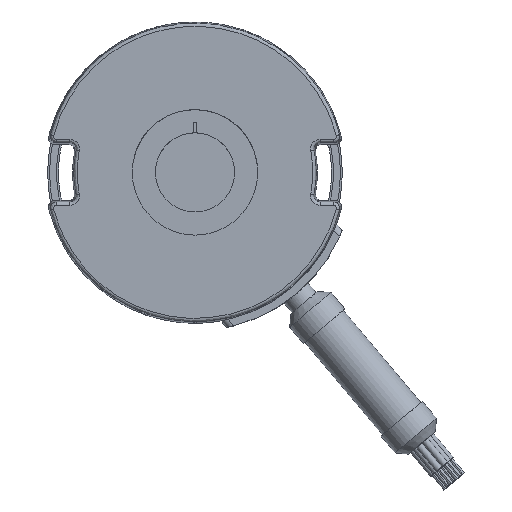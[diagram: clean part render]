
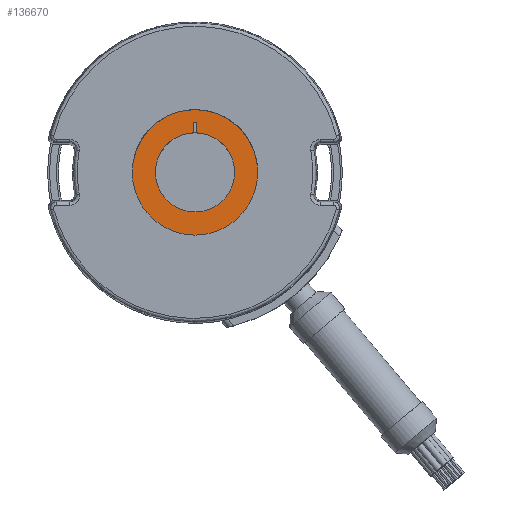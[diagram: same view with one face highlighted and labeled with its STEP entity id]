
A CAD part, top view. The second image highlights one B-rep face of the part: STEP entity #136670.
In plain terms, the highlighted face is planar.
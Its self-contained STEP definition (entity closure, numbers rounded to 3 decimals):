
#37880=CARTESIAN_POINT('',(599.136,95.595,-8.07));
#37890=VERTEX_POINT('',#37880);
#38070=CARTESIAN_POINT('',(619.136,95.595,-8.07));
#38080=VERTEX_POINT('',#38070);
#38110=CARTESIAN_POINT('',(609.136,95.595,-8.07));
#38120=DIRECTION('',(0.,0.,-1.));
#38130=DIRECTION('',(-1.,0.,0.));
#38140=AXIS2_PLACEMENT_3D('',#38110,#38120,#38130);
#38150=CIRCLE('',#38140,10.);
#38160=EDGE_CURVE('',#38080,#37890,#38150,.T.);
#123530=EDGE_CURVE('',#37890,#38080,#38150,.T.);
#135850=CARTESIAN_POINT('',(609.386,101.89,-8.07));
#135860=VERTEX_POINT('',#135850);
#135910=CARTESIAN_POINT('',(609.386,95.451,-8.07));
#135920=DIRECTION('',(0.,1.,0.));
#135930=VECTOR('',#135920,1.);
#135940=LINE('',#135910,#135930);
#135950=CARTESIAN_POINT('',(609.386,103.595,-8.07));
#135960=VERTEX_POINT('',#135950);
#135970=EDGE_CURVE('',#135860,#135960,#135940,.T.);
#136240=CARTESIAN_POINT('',(593.405,106.095,-8.07));
#136250=DIRECTION('',(0.,0.,-1.));
#136260=DIRECTION('',(-1.,0.,0.));
#136270=AXIS2_PLACEMENT_3D('',#136240,#136250,#136260);
#136280=PLANE('',#136270);
#136290=CARTESIAN_POINT('',(608.886,95.74,-8.07));
#136300=DIRECTION('',(0.,-1.,0.));
#136310=VECTOR('',#136300,1.);
#136320=LINE('',#136290,#136310);
#136330=CARTESIAN_POINT('',(608.886,103.595,-8.07));
#136340=VERTEX_POINT('',#136330);
#136350=CARTESIAN_POINT('',(608.886,101.89,-8.07));
#136360=VERTEX_POINT('',#136350);
#136370=EDGE_CURVE('',#136340,#136360,#136320,.T.);
#136380=ORIENTED_EDGE('',*,*,#136370,.T.);
#136390=CARTESIAN_POINT('',(627.611,103.595,-8.07));
#136400=DIRECTION('',(-1.,0.,0.));
#136410=VECTOR('',#136400,1.);
#136420=LINE('',#136390,#136410);
#136430=EDGE_CURVE('',#135960,#136340,#136420,.T.);
#136440=ORIENTED_EDGE('',*,*,#136430,.T.);
#136450=ORIENTED_EDGE('',*,*,#135970,.T.);
#136460=CARTESIAN_POINT('',(609.136,95.595,-8.07));
#136470=DIRECTION('',(0.,0.,-1.));
#136480=DIRECTION('',(-1.,0.,0.));
#136490=AXIS2_PLACEMENT_3D('',#136460,#136470,#136480);
#136500=CIRCLE('',#136490,6.3);
#136510=CARTESIAN_POINT('',(615.436,95.595,-8.07));
#136520=VERTEX_POINT('',#136510);
#136530=EDGE_CURVE('',#135860,#136520,#136500,.T.);
#136540=ORIENTED_EDGE('',*,*,#136530,.F.);
#136550=CARTESIAN_POINT('',(602.836,95.595,-8.07));
#136560=VERTEX_POINT('',#136550);
#136570=EDGE_CURVE('',#136520,#136560,#136500,.T.);
#136580=ORIENTED_EDGE('',*,*,#136570,.F.);
#136590=EDGE_CURVE('',#136560,#136360,#136500,.T.);
#136600=ORIENTED_EDGE('',*,*,#136590,.F.);
#136610=EDGE_LOOP('',(#136600,#136580,#136540,#136450,#136440,#136380));
#136620=FACE_BOUND('',#136610,.T.);
#136630=ORIENTED_EDGE('',*,*,#123530,.T.);
#136640=ORIENTED_EDGE('',*,*,#38160,.T.);
#136650=EDGE_LOOP('',(#136640,#136630));
#136660=FACE_OUTER_BOUND('',#136650,.T.);
#136670=ADVANCED_FACE('',(#136620,#136660),#136280,.T.);
